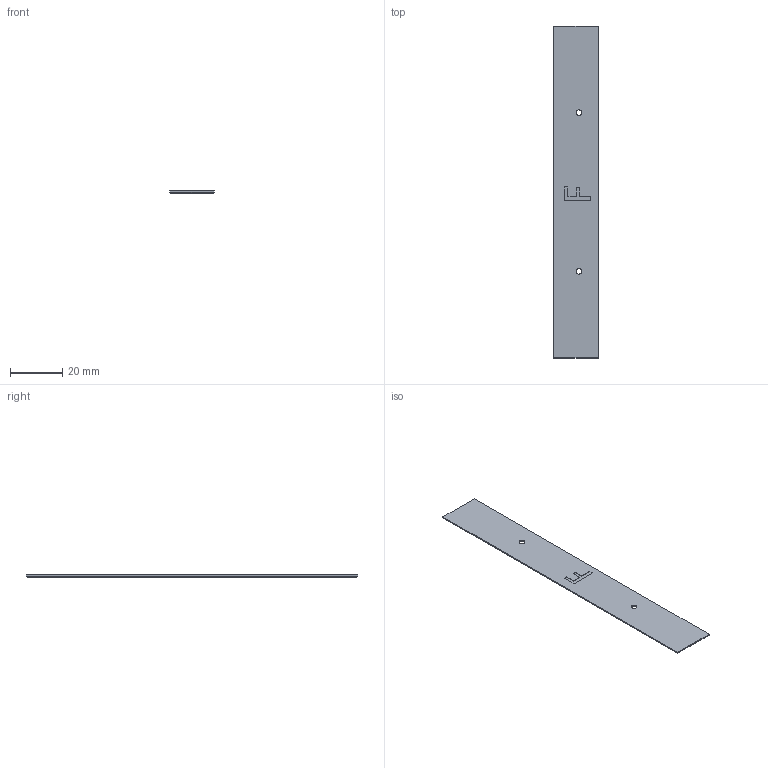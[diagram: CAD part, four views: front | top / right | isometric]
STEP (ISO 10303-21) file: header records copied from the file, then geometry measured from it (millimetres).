
FILE_DESCRIPTION (( 'STEP AP214' ), '1' );
FILE_NAME ('Cuttingstrip_front_x1_Rev1.STEP', '2021-07-18T17:35:53', ( '' ), ( '' ), 'SwSTEP 2.0', 'SolidWorks 2020', '' );
FILE_SCHEMA (( 'AUTOMOTIVE_DESIGN' ));
Length unit declared in the file: millimetre
Products named in the file (1): Cuttingstrip_front_x1_Rev1
Bounding box: 17 x 127 x 0.8 mm (x, y, z)
Volume: 1692.2 mm3; surface area: 4481.1 mm2
Topology: 1 solids, 1 shells, 29 faces, 70 edges, 44 vertices
Faces by surface type: plane 21, cone 4, cylinder 4
Entity records: 874 total; most frequent: CARTESIAN_POINT 144, DIRECTION 142, ORIENTED_EDGE 140, EDGE_CURVE 70, LINE 58, VECTOR 58, VERTEX_POINT 44, AXIS2_PLACEMENT_3D 42
